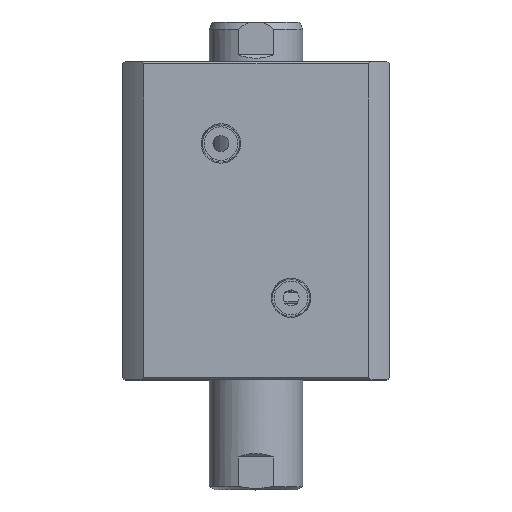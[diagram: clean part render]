
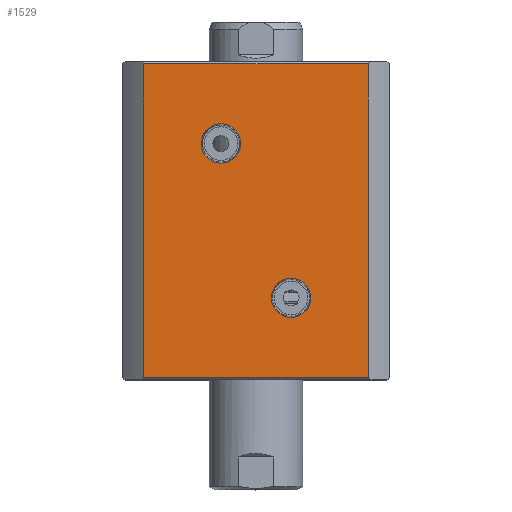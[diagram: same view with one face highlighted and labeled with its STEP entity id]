
A CAD part, top view. The second image highlights one B-rep face of the part: STEP entity #1529.
In plain terms, the highlighted face is planar.
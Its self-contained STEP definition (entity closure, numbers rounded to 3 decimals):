
#179 = DIRECTION ( 'NONE',  ( 0., 1., 0. ) ) ;
#263 = AXIS2_PLACEMENT_3D ( 'NONE', #12013, #5895, #13038 ) ;
#538 = CIRCLE ( 'NONE', #263, 8.428 ) ;
#854 = CARTESIAN_POINT ( 'NONE',  ( -15., 57., 26.572 ) ) ;
#981 = CARTESIAN_POINT ( 'NONE',  ( -57., 57., 1. ) ) ;
#1089 = DIRECTION ( 'NONE',  ( 0., 1., 0. ) ) ;
#1529 = ADVANCED_FACE ( 'NONE', ( #4930, #12448, #1871 ), #2114, .F. ) ;
#1654 = DIRECTION ( 'NONE',  ( 0., 0., 1. ) ) ;
#1775 = LINE ( 'NONE', #6840, #12044 ) ;
#1849 = AXIS2_PLACEMENT_3D ( 'NONE', #9799, #3656, #10836 ) ;
#1871 = FACE_OUTER_BOUND ( 'NONE', #7278, .T. ) ;
#1928 = CIRCLE ( 'NONE', #1849, 8.428 ) ;
#2044 = VERTEX_POINT ( 'NONE', #4822 ) ;
#2114 = PLANE ( 'NONE',  #5705 ) ;
#2299 = VERTEX_POINT ( 'NONE', #4366 ) ;
#2366 = ORIENTED_EDGE ( 'NONE', *, *, #6498, .F. ) ;
#2691 = EDGE_LOOP ( 'NONE', ( #5660, #10076 ) ) ;
#2852 = ORIENTED_EDGE ( 'NONE', *, *, #11641, .F. ) ;
#3175 = CARTESIAN_POINT ( 'NONE',  ( 47.971, 57., 135. ) ) ;
#3594 = VERTEX_POINT ( 'NONE', #854 ) ;
#3656 = DIRECTION ( 'NONE',  ( 0., 1., 0. ) ) ;
#3845 = VECTOR ( 'NONE', #11221, 1000. ) ;
#4178 = LINE ( 'NONE', #981, #3845 ) ;
#4366 = CARTESIAN_POINT ( 'NONE',  ( 15., 57., 92.572 ) ) ;
#4822 = CARTESIAN_POINT ( 'NONE',  ( -47.971, 57., 1. ) ) ;
#4912 = AXIS2_PLACEMENT_3D ( 'NONE', #7272, #1089, #8309 ) ;
#4930 = FACE_BOUND ( 'NONE', #13013, .T. ) ;
#4963 = VERTEX_POINT ( 'NONE', #7275 ) ;
#5228 = DIRECTION ( 'NONE',  ( 0., -1., 0. ) ) ;
#5660 = ORIENTED_EDGE ( 'NONE', *, *, #6836, .F. ) ;
#5705 = AXIS2_PLACEMENT_3D ( 'NONE', #9292, #5228, #12369 ) ;
#5794 = VERTEX_POINT ( 'NONE', #3175 ) ;
#5895 = DIRECTION ( 'NONE',  ( 0., 1., 0. ) ) ;
#6360 = CARTESIAN_POINT ( 'NONE',  ( -15., 57., 35. ) ) ;
#6377 = ORIENTED_EDGE ( 'NONE', *, *, #13294, .F. ) ;
#6459 = VECTOR ( 'NONE', #8834, 1000. ) ;
#6498 = EDGE_CURVE ( 'NONE', #12249, #2044, #10697, .T. ) ;
#6650 = ORIENTED_EDGE ( 'NONE', *, *, #13162, .T. ) ;
#6782 = DIRECTION ( 'NONE',  ( 0., 0., -1. ) ) ;
#6836 = EDGE_CURVE ( 'NONE', #12731, #2299, #8448, .T. ) ;
#6840 = CARTESIAN_POINT ( 'NONE',  ( 47.971, 57., 300. ) ) ;
#7272 = CARTESIAN_POINT ( 'NONE',  ( 15., 57., 101. ) ) ;
#7275 = CARTESIAN_POINT ( 'NONE',  ( 47.971, 57., 1. ) ) ;
#7278 = EDGE_LOOP ( 'NONE', ( #2366, #9054, #2852, #6650 ) ) ;
#7346 = EDGE_CURVE ( 'NONE', #11896, #3594, #538, .T. ) ;
#7387 = DIRECTION ( 'NONE',  ( 0., 0., 1. ) ) ;
#7551 = AXIS2_PLACEMENT_3D ( 'NONE', #6360, #179, #7387 ) ;
#7966 = VECTOR ( 'NONE', #6782, 1000. ) ;
#8309 = DIRECTION ( 'NONE',  ( 0., 0., 1. ) ) ;
#8448 = CIRCLE ( 'NONE', #4912, 8.428 ) ;
#8800 = CARTESIAN_POINT ( 'NONE',  ( -47.971, 57., 300. ) ) ;
#8834 = DIRECTION ( 'NONE',  ( 1., 0., 0. ) ) ;
#8861 = CARTESIAN_POINT ( 'NONE',  ( 15., 57., 109.428 ) ) ;
#9054 = ORIENTED_EDGE ( 'NONE', *, *, #12137, .T. ) ;
#9161 = LINE ( 'NONE', #9909, #6459 ) ;
#9292 = CARTESIAN_POINT ( 'NONE',  ( -57., 57., 136. ) ) ;
#9799 = CARTESIAN_POINT ( 'NONE',  ( 15., 57., 101. ) ) ;
#9909 = CARTESIAN_POINT ( 'NONE',  ( 57., 57., 135. ) ) ;
#10076 = ORIENTED_EDGE ( 'NONE', *, *, #12646, .F. ) ;
#10697 = LINE ( 'NONE', #8800, #7966 ) ;
#10836 = DIRECTION ( 'NONE',  ( 0., 0., 1. ) ) ;
#11051 = CIRCLE ( 'NONE', #7551, 8.428 ) ;
#11221 = DIRECTION ( 'NONE',  ( -1., 0., 0. ) ) ;
#11641 = EDGE_CURVE ( 'NONE', #4963, #5794, #1775, .T. ) ;
#11896 = VERTEX_POINT ( 'NONE', #12544 ) ;
#12013 = CARTESIAN_POINT ( 'NONE',  ( -15., 57., 35. ) ) ;
#12036 = ORIENTED_EDGE ( 'NONE', *, *, #7346, .F. ) ;
#12044 = VECTOR ( 'NONE', #1654, 1000. ) ;
#12083 = CARTESIAN_POINT ( 'NONE',  ( -47.971, 57., 135. ) ) ;
#12137 = EDGE_CURVE ( 'NONE', #12249, #5794, #9161, .T. ) ;
#12249 = VERTEX_POINT ( 'NONE', #12083 ) ;
#12369 = DIRECTION ( 'NONE',  ( 0., 0., -1. ) ) ;
#12448 = FACE_BOUND ( 'NONE', #2691, .T. ) ;
#12544 = CARTESIAN_POINT ( 'NONE',  ( -15., 57., 43.428 ) ) ;
#12646 = EDGE_CURVE ( 'NONE', #2299, #12731, #1928, .T. ) ;
#12731 = VERTEX_POINT ( 'NONE', #8861 ) ;
#13013 = EDGE_LOOP ( 'NONE', ( #12036, #6377 ) ) ;
#13038 = DIRECTION ( 'NONE',  ( 0., 0., 1. ) ) ;
#13162 = EDGE_CURVE ( 'NONE', #4963, #2044, #4178, .T. ) ;
#13294 = EDGE_CURVE ( 'NONE', #3594, #11896, #11051, .T. ) ;
